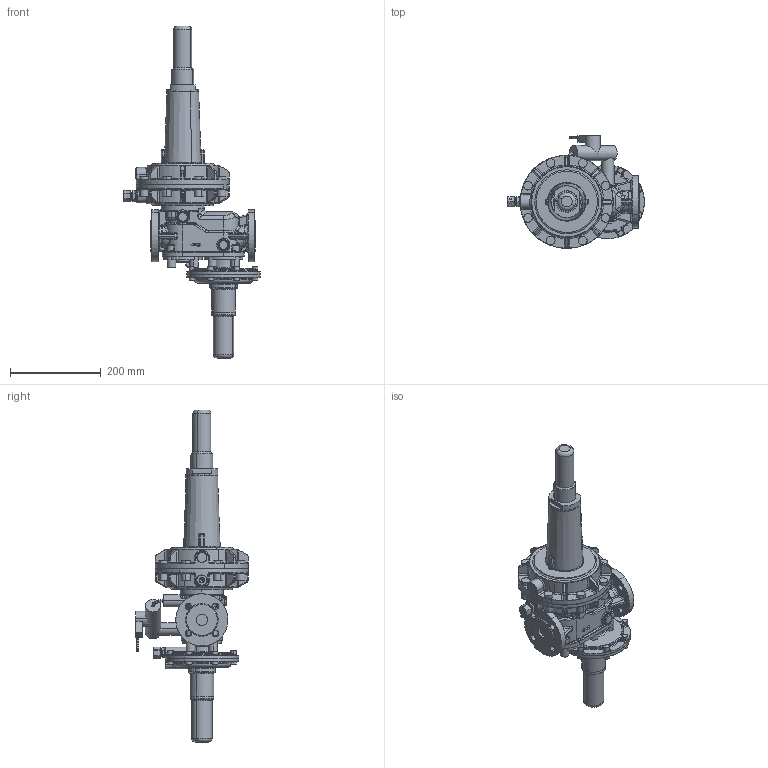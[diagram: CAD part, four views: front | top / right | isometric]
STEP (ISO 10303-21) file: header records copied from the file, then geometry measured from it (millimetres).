
FILE_DESCRIPTION(('CATIA V5 STEP'),'2;1');
FILE_NAME('RS 250 DN 025-205-HDS.stp','2014-02-26T14:35:42+00:00',('none'),('none'),'CATIA Version 5 Release 19 SP 9 (IN-10)','CATIA V5 STEP AP203 Edition 2','none');
FILE_SCHEMA(('AP203_CONFIGURATION_CONTROLLED_3D_DESIGN_OF_MECHANICAL_PARTS_AND_ASSEMBLIES_MIM_LF { 1 0 10303 403 2 1 2}'));
Products named in the file (5): Product1; 870800_AllCATPart; Produkt1; 8630H1; 8630H
Assembly tree (4 placements, depth 3):
  Product1
    870800_AllCATPart
    Produkt1
      8630H1
      8630H
Bounding box: 301.3 x 248.5 x 731.56 mm (x, y, z)
Volume: 5901594 mm3; surface area: 478275.8 mm2
Topology: 3 solids, 25 shells, 2367 faces, 5765 edges, 3326 vertices
Faces by surface type: cylinder 762, torus 489, bspline 484, plane 383, cone 106, sphere 95, revolution 48
Entity records: 101145 total; most frequent: CARTESIAN_POINT 54167, ORIENTED_EDGE 11190, DIRECTION 6647, EDGE_CURVE 5595, AXIS2_PLACEMENT_3D 3847, VERTEX_POINT 3326, EDGE_LOOP 2447, CIRCLE 2381
